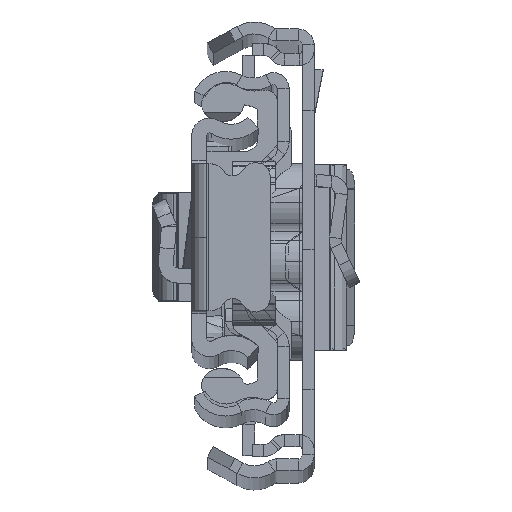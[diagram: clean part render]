
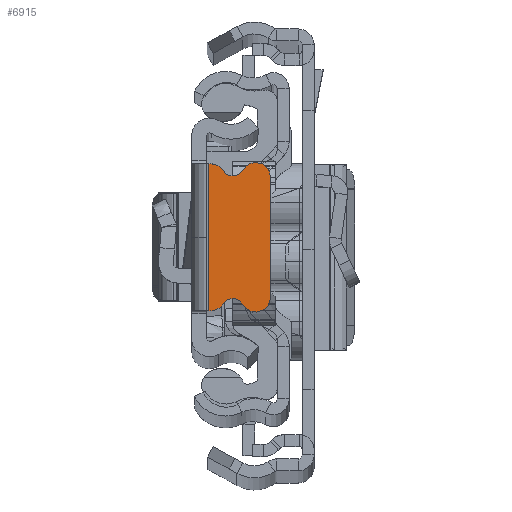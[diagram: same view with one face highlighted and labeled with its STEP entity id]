
A CAD part, top view. The second image highlights one B-rep face of the part: STEP entity #6915.
In plain terms, the highlighted planar face has unit normal (0, 0, 1).
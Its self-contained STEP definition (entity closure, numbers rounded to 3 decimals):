
#63 = CARTESIAN_POINT ( 'NONE',  ( -6.429, -6., 0. ) ) ;
#260 = DIRECTION ( 'NONE',  ( 1., 0., 0. ) ) ;
#580 = ORIENTED_EDGE ( 'NONE', *, *, #2022, .T. ) ;
#992 = ORIENTED_EDGE ( 'NONE', *, *, #24310, .T. ) ;
#1392 = AXIS2_PLACEMENT_3D ( 'NONE', #22747, #12653, #10254 ) ;
#1434 = DIRECTION ( 'NONE',  ( 0., -1., 0. ) ) ;
#1470 = LINE ( 'NONE', #15851, #24179 ) ;
#1680 = LINE ( 'NONE', #24173, #19349 ) ;
#1755 = VERTEX_POINT ( 'NONE', #24015 ) ;
#2022 = EDGE_CURVE ( 'NONE', #7564, #16885, #4470, .T. ) ;
#2114 = ORIENTED_EDGE ( 'NONE', *, *, #15003, .T. ) ;
#2314 = AXIS2_PLACEMENT_3D ( 'NONE', #63, #6222, #10357 ) ;
#2359 = AXIS2_PLACEMENT_3D ( 'NONE', #19627, #13644, #5276 ) ;
#2899 = ORIENTED_EDGE ( 'NONE', *, *, #8139, .T. ) ;
#2925 = DIRECTION ( 'NONE',  ( 0., 0., -1. ) ) ;
#3471 = DIRECTION ( 'NONE',  ( 0., 0., -1. ) ) ;
#3996 = CARTESIAN_POINT ( 'NONE',  ( -7.929, -6., 0. ) ) ;
#4470 = CIRCLE ( 'NONE', #10873, 1.5 ) ;
#4540 = EDGE_CURVE ( 'NONE', #25055, #1755, #10478, .T. ) ;
#4553 = CARTESIAN_POINT ( 'NONE',  ( -1.929, 7.37, 0. ) ) ;
#4975 = DIRECTION ( 'NONE',  ( 0., 0., 1. ) ) ;
#5276 = DIRECTION ( 'NONE',  ( 1., 0., 0. ) ) ;
#5825 = LINE ( 'NONE', #13941, #15492 ) ;
#5966 = CARTESIAN_POINT ( 'NONE',  ( -5.109, -6.713, 0. ) ) ;
#6123 = DIRECTION ( 'NONE',  ( 1., 0., 0. ) ) ;
#6222 = DIRECTION ( 'NONE',  ( 0., 0., 1. ) ) ;
#6416 = CARTESIAN_POINT ( 'NONE',  ( -1.75, -7.37, 0. ) ) ;
#6461 = CARTESIAN_POINT ( 'NONE',  ( -1.929, -7.37, 0. ) ) ;
#6915 = ADVANCED_FACE ( 'NONE', ( #18984 ), #19376, .T. ) ;
#7224 = CARTESIAN_POINT ( 'NONE',  ( -4.142, -7.236, 0. ) ) ;
#7262 = ORIENTED_EDGE ( 'NONE', *, *, #8968, .F. ) ;
#7564 = VERTEX_POINT ( 'NONE', #4553 ) ;
#8139 = EDGE_CURVE ( 'NONE', #8350, #16176, #5825, .T. ) ;
#8350 = VERTEX_POINT ( 'NONE', #24190 ) ;
#8602 = DIRECTION ( 'NONE',  ( -1., 0., 0. ) ) ;
#8968 = EDGE_CURVE ( 'NONE', #7564, #12987, #1470, .T. ) ;
#10254 = DIRECTION ( 'NONE',  ( -1., 0., 0. ) ) ;
#10323 = CIRCLE ( 'NONE', #16684, 1.1 ) ;
#10357 = DIRECTION ( 'NONE',  ( 1., 0., 0. ) ) ;
#10478 = LINE ( 'NONE', #6461, #26247 ) ;
#10873 = AXIS2_PLACEMENT_3D ( 'NONE', #23196, #4975, #24949 ) ;
#11611 = DIRECTION ( 'NONE',  ( -1., 0., 0. ) ) ;
#11924 = EDGE_CURVE ( 'NONE', #12987, #25055, #1680, .T. ) ;
#12382 = AXIS2_PLACEMENT_3D ( 'NONE', #7224, #3471, #11611 ) ;
#12653 = DIRECTION ( 'NONE',  ( 0., 0., 1. ) ) ;
#12868 = CARTESIAN_POINT ( 'NONE',  ( -3.206, -6.658, 0. ) ) ;
#12987 = VERTEX_POINT ( 'NONE', #24373 ) ;
#13028 = CARTESIAN_POINT ( 'NONE',  ( -3.206, 6.658, 0. ) ) ;
#13644 = DIRECTION ( 'NONE',  ( 0., 0., 1. ) ) ;
#13651 = EDGE_LOOP ( 'NONE', ( #25693, #7262, #580, #21908, #18279, #2899, #992, #2114, #19939, #19560 ) ) ;
#13941 = CARTESIAN_POINT ( 'NONE',  ( -7.929, -6., 0. ) ) ;
#14102 = CARTESIAN_POINT ( 'NONE',  ( -1.929, -5.87, 0. ) ) ;
#15003 = EDGE_CURVE ( 'NONE', #15354, #24417, #22551, .T. ) ;
#15018 = VERTEX_POINT ( 'NONE', #19459 ) ;
#15354 = VERTEX_POINT ( 'NONE', #5966 ) ;
#15492 = VECTOR ( 'NONE', #1434, 1000. ) ;
#15851 = CARTESIAN_POINT ( 'NONE',  ( -1.929, 7.37, 0. ) ) ;
#15994 = DIRECTION ( 'NONE',  ( 1., 0., 0. ) ) ;
#16176 = VERTEX_POINT ( 'NONE', #3996 ) ;
#16378 = EDGE_CURVE ( 'NONE', #16885, #15018, #10323, .T. ) ;
#16684 = AXIS2_PLACEMENT_3D ( 'NONE', #21034, #2925, #260 ) ;
#16885 = VERTEX_POINT ( 'NONE', #13028 ) ;
#18279 = ORIENTED_EDGE ( 'NONE', *, *, #22637, .T. ) ;
#18984 = FACE_OUTER_BOUND ( 'NONE', #13651, .T. ) ;
#19349 = VECTOR ( 'NONE', #22297, 1000. ) ;
#19376 = PLANE ( 'NONE',  #2359 ) ;
#19459 = CARTESIAN_POINT ( 'NONE',  ( -5.109, 6.713, 0. ) ) ;
#19560 = ORIENTED_EDGE ( 'NONE', *, *, #4540, .F. ) ;
#19627 = CARTESIAN_POINT ( 'NONE',  ( 694.071, 0., 0. ) ) ;
#19939 = ORIENTED_EDGE ( 'NONE', *, *, #26351, .T. ) ;
#20227 = DIRECTION ( 'NONE',  ( 0., 0., 1. ) ) ;
#21034 = CARTESIAN_POINT ( 'NONE',  ( -4.142, 7.236, 0. ) ) ;
#21908 = ORIENTED_EDGE ( 'NONE', *, *, #16378, .T. ) ;
#21937 = CIRCLE ( 'NONE', #22805, 1.5 ) ;
#22297 = DIRECTION ( 'NONE',  ( 0., -1., 0. ) ) ;
#22551 = CIRCLE ( 'NONE', #12382, 1.1 ) ;
#22637 = EDGE_CURVE ( 'NONE', #15018, #8350, #25622, .T. ) ;
#22747 = CARTESIAN_POINT ( 'NONE',  ( -6.429, 6., 0. ) ) ;
#22805 = AXIS2_PLACEMENT_3D ( 'NONE', #14102, #20227, #6123 ) ;
#23196 = CARTESIAN_POINT ( 'NONE',  ( -1.929, 5.87, 0. ) ) ;
#24015 = CARTESIAN_POINT ( 'NONE',  ( -1.929, -7.37, 0. ) ) ;
#24173 = CARTESIAN_POINT ( 'NONE',  ( -1.75, 0., 0. ) ) ;
#24179 = VECTOR ( 'NONE', #15994, 1000. ) ;
#24190 = CARTESIAN_POINT ( 'NONE',  ( -7.929, 6., 0. ) ) ;
#24310 = EDGE_CURVE ( 'NONE', #16176, #15354, #25676, .T. ) ;
#24373 = CARTESIAN_POINT ( 'NONE',  ( -1.75, 7.37, 0. ) ) ;
#24417 = VERTEX_POINT ( 'NONE', #12868 ) ;
#24949 = DIRECTION ( 'NONE',  ( -1., 0., 0. ) ) ;
#25055 = VERTEX_POINT ( 'NONE', #6416 ) ;
#25622 = CIRCLE ( 'NONE', #1392, 1.5 ) ;
#25676 = CIRCLE ( 'NONE', #2314, 1.5 ) ;
#25693 = ORIENTED_EDGE ( 'NONE', *, *, #11924, .F. ) ;
#26247 = VECTOR ( 'NONE', #8602, 1000. ) ;
#26351 = EDGE_CURVE ( 'NONE', #24417, #1755, #21937, .T. ) ;
